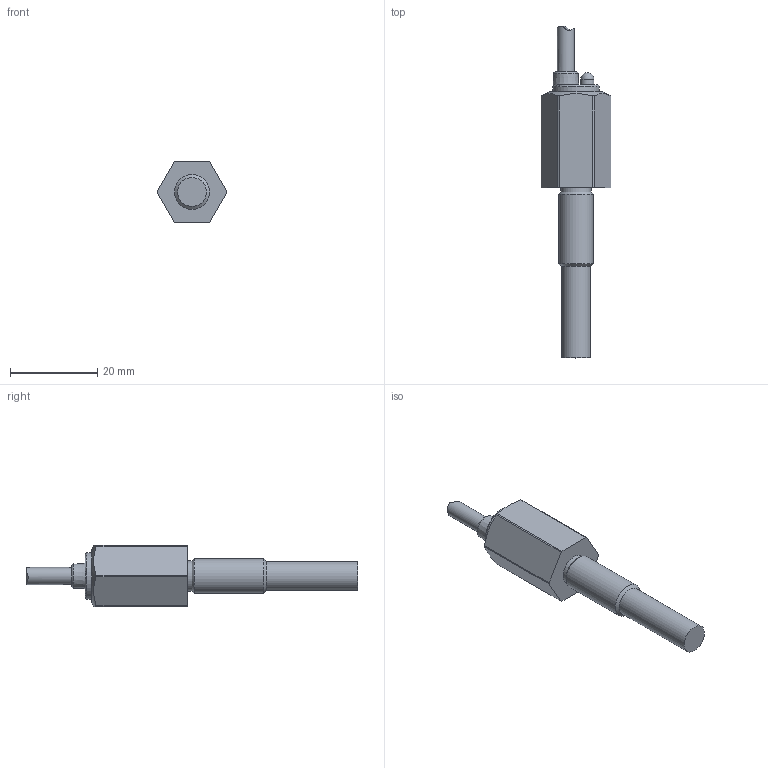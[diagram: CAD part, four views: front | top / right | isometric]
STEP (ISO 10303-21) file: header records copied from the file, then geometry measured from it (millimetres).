
FILE_DESCRIPTION(/* description */ (''),/* implementation_level */ '2;1');
FILE_NAME(/* name */ 'KA1420_Shrinkwrap_1.stp',/* time_stamp */ '2021-10-14T15:44:35+02:00',/* author */ ('Krieger Anja'),/* organization */ (''),/* preprocessor_version */ 'ST-DEVELOPER v18.1',/* originating_system */ 'Autodesk Inventor 2021',/* authorisation */ '');
FILE_SCHEMA (('AUTOMOTIVE_DESIGN { 1 0 10303 214 3 1 1 }'));
Length unit declared in the file: millimetre
Products named in the file (1): KA1420_Shrinkwrap_1
Bounding box: 16 x 75.96 x 14 mm (x, y, z)
Volume: 5648.9 mm3; surface area: 2514.7 mm2
Topology: 1 solids, 1 shells, 41 faces, 102 edges, 67 vertices
Faces by surface type: plane 18, cylinder 16, cone 4, torus 2, sphere 1
Full cylindrical faces by diameter (mm): 2 x1, 3 x1, 3.9 x1, 6.6 x1, 7 x1, 8 x1, 10.6 x1
Entity records: 1420 total; most frequent: CARTESIAN_POINT 296, DIRECTION 222, ORIENTED_EDGE 202, EDGE_CURVE 101, AXIS2_PLACEMENT_3D 90, VERTEX_POINT 67, CIRCLE 48, EDGE_LOOP 46
